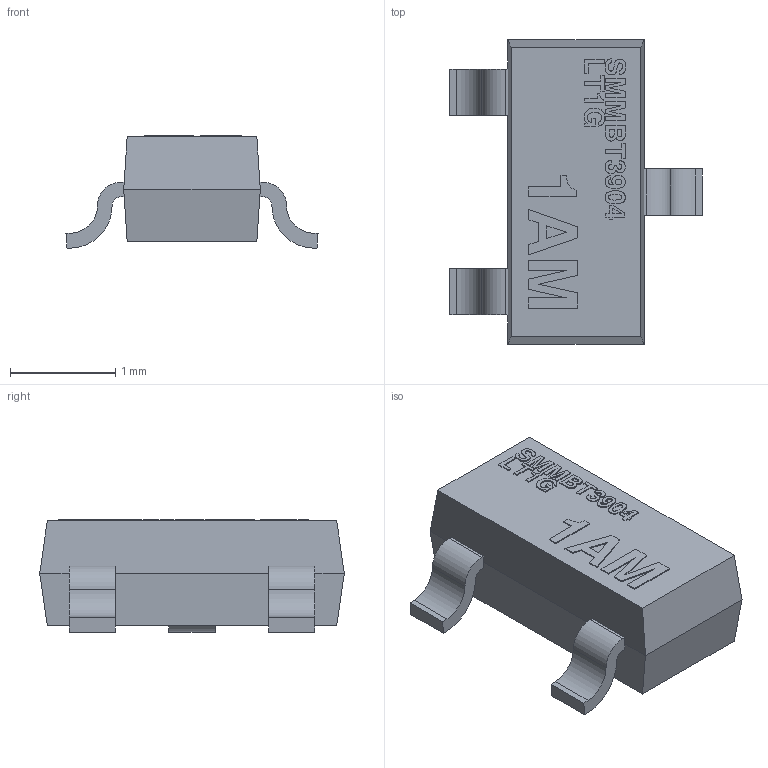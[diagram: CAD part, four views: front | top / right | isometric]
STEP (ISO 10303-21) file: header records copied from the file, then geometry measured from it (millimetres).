
FILE_DESCRIPTION(('FreeCAD Model'),'2;1');
FILE_NAME('ON_Semi_SMMBT3904LT1G.step','2019-07-20T19:53:47',('Author'),(''), 'Open CASCADE STEP processor 7.3','FreeCAD','Unknown');
FILE_SCHEMA(('AUTOMOTIVE_DESIGN { 1 0 10303 214 1 1 1 1 }'));
Length unit declared in the file: millimetre
Products named in the file (1): SMMBT3904LT1G
Bounding box: 2.4 x 2.9 x 1.07 mm (x, y, z)
Volume: 3.7 mm3; surface area: 18.1 mm2
Topology: 1 solids, 1 shells, 340 faces, 944 edges, 628 vertices
Faces by surface type: plane 175, extrusion 145, cylinder 12, bspline 8
Entity records: 13361 total; most frequent: CARTESIAN_POINT 2877, ORIENTED_EDGE 1888, DIRECTION 1173, EDGE_CURVE 944, VECTOR 749, VERTEX_POINT 628, LINE 604, B_SPLINE_CURVE_WITH_KNOTS 461
